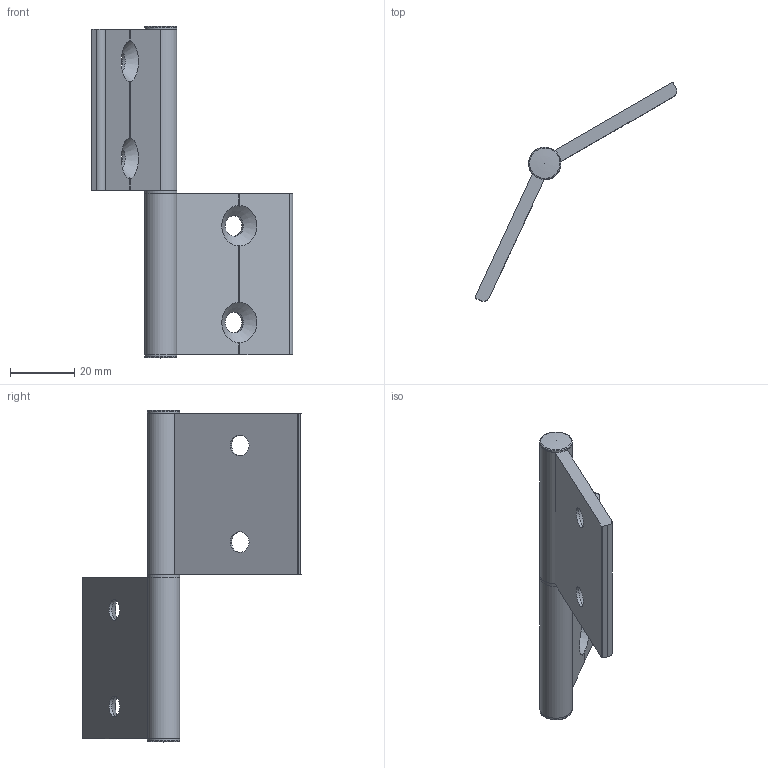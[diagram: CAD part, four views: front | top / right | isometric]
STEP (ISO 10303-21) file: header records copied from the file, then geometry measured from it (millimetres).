
FILE_DESCRIPTION(/* description */ (''),/* implementation_level */ '2;1');
FILE_NAME(/* name */ '51-000-1.step',/* time_stamp */ '2021-01-14T10:11:45-05:00',/* author */ (''),/* organization */ (''),/* preprocessor_version */ 'ST-DEVELOPER v18.1',/* originating_system */ 'Autodesk Translation Framework v9.7.1.1290',/* authorisation */ '');
FILE_SCHEMA (('AUTOMOTIVE_DESIGN { 1 0 10303 214 3 1 1 }'));
Length unit declared in the file: millimetre
Products named in the file (4): 51-000-1; 095AIXX-part-a-Tab_095AI45; 095air01_095air01; 095aia_Standard
Assembly tree (5 placements, depth 2):
  51-000-1
    095AIXX-part-a-Tab_095AI45  x2
    095air01_095air01
    095aia_Standard  x2
Bounding box: 62.55 x 67.9 x 103 mm (x, y, z)
Volume: 22430 mm3; surface area: 16094.5 mm2
Topology: 5 solids, 5 shells, 311 faces, 760 edges, 445 vertices
Faces by surface type: cylinder 99, bspline 66, torus 56, plane 52, cone 22, sphere 16
Full cylindrical faces by diameter (mm): 3.5 x2, 6.05 x2, 6.1 x2, 6.4 x4, 10 x3
Entity records: 5305 total; most frequent: CARTESIAN_POINT 1448, DIRECTION 869, ORIENTED_EDGE 756, AXIS2_PLACEMENT_3D 379, EDGE_CURVE 378, VERTEX_POINT 227, CIRCLE 203, EDGE_LOOP 169
